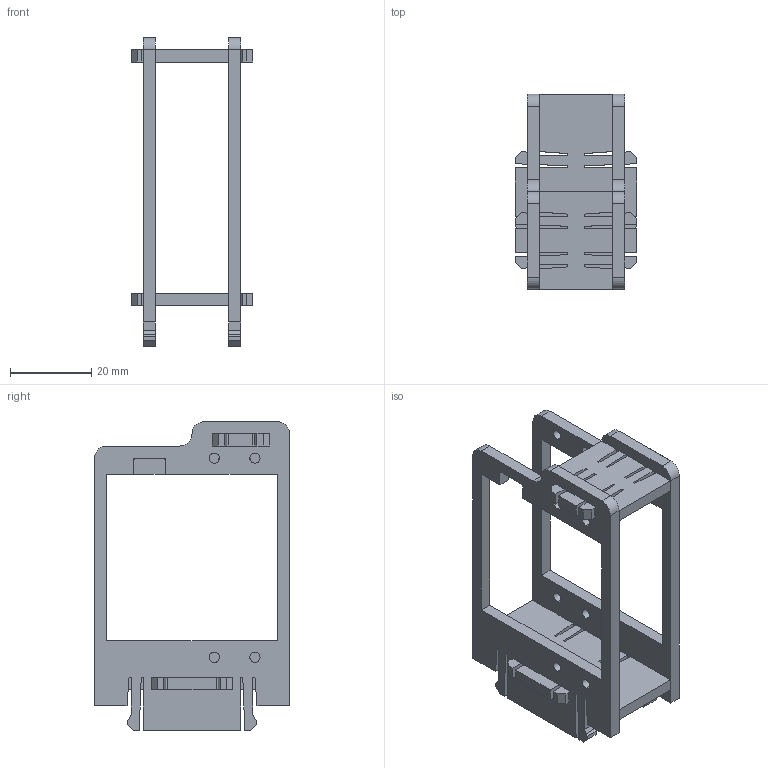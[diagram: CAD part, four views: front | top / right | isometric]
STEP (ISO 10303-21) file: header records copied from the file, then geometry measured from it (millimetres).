
FILE_DESCRIPTION (( 'STEP AP203' ), '1' );
FILE_NAME ('eyebrow-frame-mbp.step', '2015-02-17T12:51:26', ( 'Cesar' ), ( '' ), 'SwSTEP 2.0', 'SolidWorks 2013', '' );
FILE_SCHEMA (( 'CONFIG_CONTROL_DESIGN' ));
Length unit declared in the file: millimetre
Products named in the file (1): eyebrow-frame-mbp
Bounding box: 30 x 48 x 76 mm (x, y, z)
Volume: 13671 mm3; surface area: 14448.7 mm2
Topology: 4 solids, 4 shells, 226 faces, 654 edges, 436 vertices
Faces by surface type: plane 202, cylinder 24
Entity records: 7453 total; most frequent: CARTESIAN_POINT 1317, ORIENTED_EDGE 1308, DIRECTION 1156, EDGE_CURVE 654, VECTOR 606, LINE 606, VERTEX_POINT 436, AXIS2_PLACEMENT_3D 275
